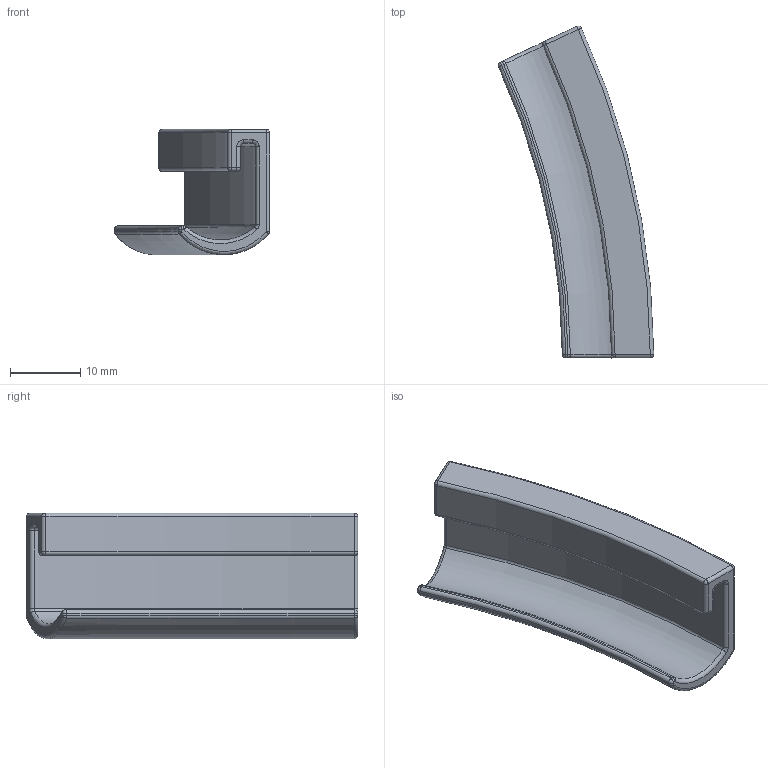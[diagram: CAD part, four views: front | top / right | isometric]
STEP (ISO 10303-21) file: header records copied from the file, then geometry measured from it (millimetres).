
FILE_DESCRIPTION(/* description */ (''),/* implementation_level */ '2;1');
FILE_NAME(/* name */ 'Biokuebel_Klammer_v2.step',/* time_stamp */ '2025-03-29T14:10:49+01:00',/* author */ (''),/* organization */ (''),/* preprocessor_version */ 'ST-DEVELOPER v20.1',/* originating_system */ 'Autodesk Translation Framework v14.4.0.0',/* authorisation */ '');
FILE_SCHEMA (('AUTOMOTIVE_DESIGN { 1 0 10303 214 3 1 1 }'));
Length unit declared in the file: millimetre
Products named in the file (1): Biokuebel_Klammer
Bounding box: 22.11 x 47.17 x 17.84 mm (x, y, z)
Volume: 3290.1 mm3; surface area: 3536.7 mm2
Topology: 1 solids, 1 shells, 68 faces, 138 edges, 72 vertices
Faces by surface type: cylinder 23, sphere 16, torus 13, bspline 10, plane 6
Entity records: 2189 total; most frequent: CARTESIAN_POINT 761, DIRECTION 318, ORIENTED_EDGE 276, AXIS2_PLACEMENT_3D 141, EDGE_CURVE 138, CIRCLE 82, VERTEX_POINT 72, FACE_OUTER_BOUND 68
